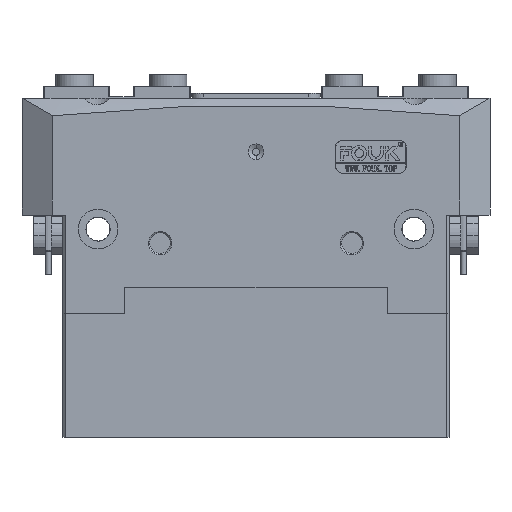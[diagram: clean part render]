
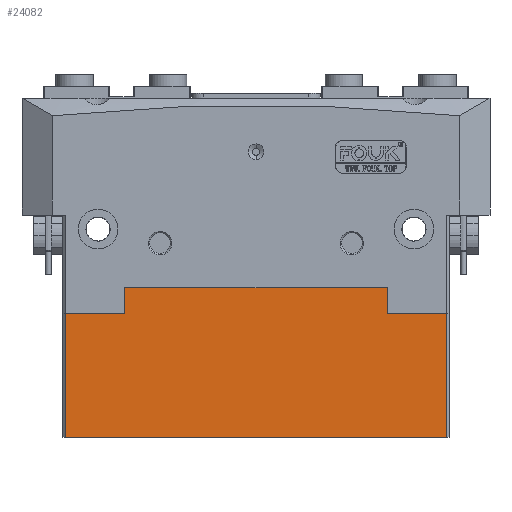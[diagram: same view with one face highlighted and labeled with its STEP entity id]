
A CAD part, front view. The second image highlights one B-rep face of the part: STEP entity #24082.
In plain terms, the highlighted planar face has unit normal (0, -1, 0).
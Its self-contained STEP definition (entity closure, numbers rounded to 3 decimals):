
#197 = CARTESIAN_POINT ( 'NONE',  ( 59.011, -54.015, 108. ) ) ;
#542 = LINE ( 'NONE', #10762, #17437 ) ;
#689 = VERTEX_POINT ( 'NONE', #20167 ) ;
#1544 = CARTESIAN_POINT ( 'NONE',  ( 84.511, -54.015, 108. ) ) ;
#1549 = VECTOR ( 'NONE', #16125, 1000. ) ;
#2012 = EDGE_CURVE ( 'NONE', #9941, #19875, #16435, .T. ) ;
#2608 = LINE ( 'NONE', #9318, #36056 ) ;
#2883 = ORIENTED_EDGE ( 'NONE', *, *, #31727, .F. ) ;
#3021 = FACE_OUTER_BOUND ( 'NONE', #12692, .T. ) ;
#3417 = CARTESIAN_POINT ( 'NONE',  ( 59.011, -54.015, 119. ) ) ;
#3567 = CARTESIAN_POINT ( 'NONE',  ( 58.611, -54.015, 119. ) ) ;
#4513 = EDGE_CURVE ( 'NONE', #30264, #29425, #29654, .T. ) ;
#4565 = EDGE_CURVE ( 'NONE', #689, #29425, #16627, .T. ) ;
#4608 = CARTESIAN_POINT ( 'NONE',  ( 85.511, -54.015, 108. ) ) ;
#5120 = VERTEX_POINT ( 'NONE', #5389 ) ;
#5389 = CARTESIAN_POINT ( 'NONE',  ( -52.589, -54.015, 119. ) ) ;
#5549 = CARTESIAN_POINT ( 'NONE',  ( -78.489, -54.015, 55. ) ) ;
#5990 = CARTESIAN_POINT ( 'NONE',  ( 59.011, -54.015, 118.6 ) ) ;
#6078 = CARTESIAN_POINT ( 'NONE',  ( -52.989, -54.015, 108. ) ) ;
#7775 = ORIENTED_EDGE ( 'NONE', *, *, #12373, .T. ) ;
#8009 = CARTESIAN_POINT ( 'NONE',  ( -52.989, -54.015, 119. ) ) ;
#8109 = ORIENTED_EDGE ( 'NONE', *, *, #8501, .T. ) ;
#8501 = EDGE_CURVE ( 'NONE', #34071, #13477, #2608, .T. ) ;
#8901 = CARTESIAN_POINT ( 'NONE',  ( -52.989, -54.015, 118.6 ) ) ;
#9318 = CARTESIAN_POINT ( 'NONE',  ( 58.611, -54.015, 119. ) ) ;
#9620 = PLANE ( 'NONE',  #34476 ) ;
#9941 = VERTEX_POINT ( 'NONE', #1544 ) ;
#10355 = ORIENTED_EDGE ( 'NONE', *, *, #4513, .T. ) ;
#10762 = CARTESIAN_POINT ( 'NONE',  ( -52.989, -54.015, 119. ) ) ;
#10842 = VECTOR ( 'NONE', #21556, 1000. ) ;
#12057 = DIRECTION ( 'NONE',  ( 0., 1., 0. ) ) ;
#12373 = EDGE_CURVE ( 'NONE', #14474, #31359, #28482, .T. ) ;
#12692 = EDGE_LOOP ( 'NONE', ( #22896, #8109, #2883, #21582, #7775, #33283, #10355, #20164, #18013, #20635 ) ) ;
#12815 = DIRECTION ( 'NONE',  ( 0., 0., -1. ) ) ;
#13477 = VERTEX_POINT ( 'NONE', #3567 ) ;
#13676 = LINE ( 'NONE', #3417, #26687 ) ;
#14474 = VERTEX_POINT ( 'NONE', #8901 ) ;
#15989 = CARTESIAN_POINT ( 'NONE',  ( -78.489, -54.015, 108. ) ) ;
#16125 = DIRECTION ( 'NONE',  ( -1., 0., 0. ) ) ;
#16435 = LINE ( 'NONE', #20740, #34352 ) ;
#16627 = LINE ( 'NONE', #21902, #1549 ) ;
#17437 = VECTOR ( 'NONE', #24970, 1000. ) ;
#17734 = DIRECTION ( 'NONE',  ( -0.707, 0., 0.707 ) ) ;
#18013 = ORIENTED_EDGE ( 'NONE', *, *, #29756, .T. ) ;
#18016 = VECTOR ( 'NONE', #12815, 1000. ) ;
#18330 = VECTOR ( 'NONE', #31612, 1000. ) ;
#19226 = LINE ( 'NONE', #23120, #18330 ) ;
#19875 = VERTEX_POINT ( 'NONE', #197 ) ;
#20078 = DIRECTION ( 'NONE',  ( 0., 0., -1. ) ) ;
#20164 = ORIENTED_EDGE ( 'NONE', *, *, #4565, .F. ) ;
#20167 = CARTESIAN_POINT ( 'NONE',  ( 84.511, -54.015, 55. ) ) ;
#20635 = ORIENTED_EDGE ( 'NONE', *, *, #2012, .T. ) ;
#20740 = CARTESIAN_POINT ( 'NONE',  ( 85.511, -54.015, 108. ) ) ;
#20928 = DIRECTION ( 'NONE',  ( 0., 0., -1. ) ) ;
#21556 = DIRECTION ( 'NONE',  ( -1., 0., 0. ) ) ;
#21582 = ORIENTED_EDGE ( 'NONE', *, *, #31823, .T. ) ;
#21902 = CARTESIAN_POINT ( 'NONE',  ( 85.511, -54.015, 55. ) ) ;
#22896 = ORIENTED_EDGE ( 'NONE', *, *, #23569, .F. ) ;
#23120 = CARTESIAN_POINT ( 'NONE',  ( -52.589, -54.015, 119. ) ) ;
#23569 = EDGE_CURVE ( 'NONE', #34071, #19875, #13676, .T. ) ;
#23570 = VECTOR ( 'NONE', #36538, 1000. ) ;
#23621 = DIRECTION ( 'NONE',  ( -1., 0., 0. ) ) ;
#24082 = ADVANCED_FACE ( 'NONE', ( #3021 ), #9620, .F. ) ;
#24970 = DIRECTION ( 'NONE',  ( 1., 0., 0. ) ) ;
#25165 = LINE ( 'NONE', #30309, #31004 ) ;
#26687 = VECTOR ( 'NONE', #20078, 1000. ) ;
#27070 = EDGE_CURVE ( 'NONE', #31359, #30264, #32725, .T. ) ;
#28482 = LINE ( 'NONE', #8009, #23570 ) ;
#29425 = VERTEX_POINT ( 'NONE', #5549 ) ;
#29654 = LINE ( 'NONE', #33015, #18016 ) ;
#29676 = CARTESIAN_POINT ( 'NONE',  ( -52.989, -54.015, 119. ) ) ;
#29756 = EDGE_CURVE ( 'NONE', #689, #9941, #25165, .T. ) ;
#30264 = VERTEX_POINT ( 'NONE', #15989 ) ;
#30309 = CARTESIAN_POINT ( 'NONE',  ( 84.511, -54.015, 119. ) ) ;
#31004 = VECTOR ( 'NONE', #33145, 1000. ) ;
#31359 = VERTEX_POINT ( 'NONE', #6078 ) ;
#31612 = DIRECTION ( 'NONE',  ( -0.707, 0., -0.707 ) ) ;
#31727 = EDGE_CURVE ( 'NONE', #5120, #13477, #542, .T. ) ;
#31823 = EDGE_CURVE ( 'NONE', #5120, #14474, #19226, .T. ) ;
#32725 = LINE ( 'NONE', #4608, #10842 ) ;
#33015 = CARTESIAN_POINT ( 'NONE',  ( -78.489, -54.015, 119. ) ) ;
#33145 = DIRECTION ( 'NONE',  ( 0., 0., 1. ) ) ;
#33283 = ORIENTED_EDGE ( 'NONE', *, *, #27070, .T. ) ;
#34071 = VERTEX_POINT ( 'NONE', #5990 ) ;
#34352 = VECTOR ( 'NONE', #23621, 1000. ) ;
#34476 = AXIS2_PLACEMENT_3D ( 'NONE', #29676, #12057, #20928 ) ;
#36056 = VECTOR ( 'NONE', #17734, 1000. ) ;
#36538 = DIRECTION ( 'NONE',  ( 0., 0., -1. ) ) ;
